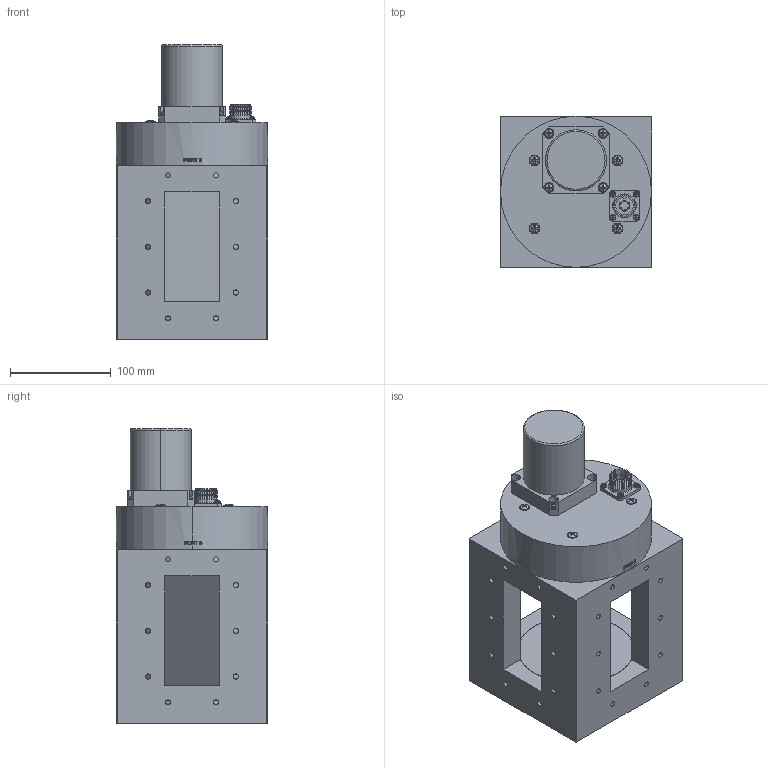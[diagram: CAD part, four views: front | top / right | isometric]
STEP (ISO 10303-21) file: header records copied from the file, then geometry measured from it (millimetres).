
FILE_DESCRIPTION (( 'STEP AP203' ), '1' );
FILE_NAME ('4AFS SW MODEL.STEP', '2016-08-25T20:10:25', ( '' ), ( '' ), 'SwSTEP 2.0', 'SolidWorks 2016', '' );
FILE_SCHEMA (( 'CONFIG_CONTROL_DESIGN' ));
Length unit declared in the file: inch
Products named in the file (1): 4AFS SW MODEL
Bounding box: 150.5 x 150.5 x 293.12 mm (x, y, z)
Surface area: 304404.5 mm2 (no closed solid volume)
Topology: 0 solids, 41 shells, 473 faces, 1809 edges, 1340 vertices
Faces by surface type: cylinder 216, plane 142, torus 42, bspline 25, cone 24, sphere 24
Entity records: 28871 total; most frequent: CARTESIAN_POINT 13900, DIRECTION 3203, ORIENTED_EDGE 2697, EDGE_CURVE 1809, VERTEX_POINT 1340, AXIS2_PLACEMENT_3D 1315, CIRCLE 866, EDGE_LOOP 578
